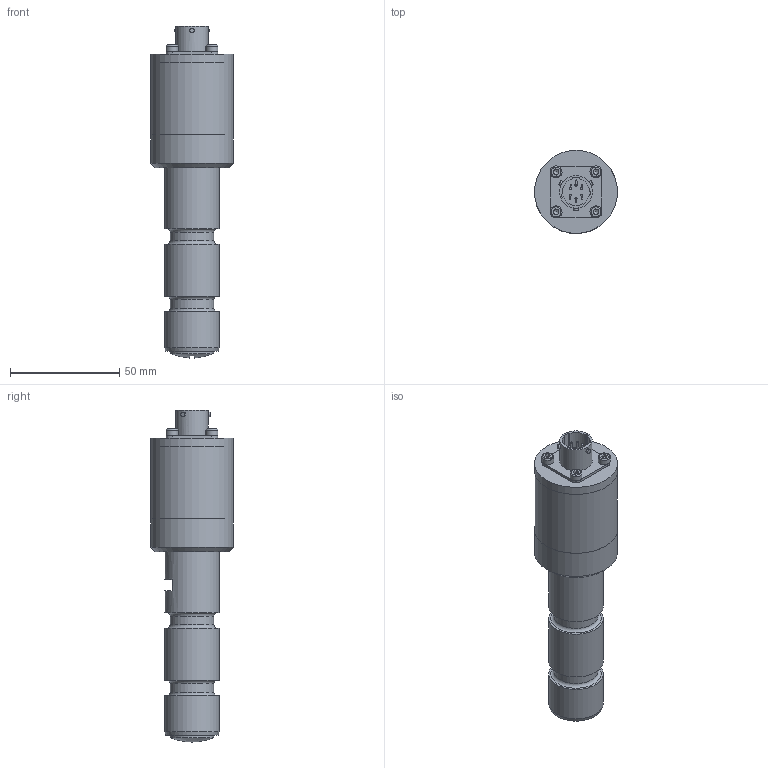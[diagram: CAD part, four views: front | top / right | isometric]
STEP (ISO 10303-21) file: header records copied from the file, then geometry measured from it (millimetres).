
FILE_DESCRIPTION (( 'STEP AP203' ), '1' );
FILE_NAME ('422-212-000-013.STEP', '2014-09-19T14:07:44', ( 'ajoy' ), ( 'Microsoft' ), 'SwSTEP 2.0', 'SolidWorks 2014', '' );
FILE_SCHEMA (( 'CONFIG_CONTROL_DESIGN' ));
Length unit declared in the file: millimetre
Products named in the file (1): 422-212-000-013
Bounding box: 38 x 38 x 152.08 mm (x, y, z)
Surface area: 18450.6 mm2 (no closed solid volume)
Topology: 0 solids, 10 shells, 133 faces, 464 edges, 332 vertices
Faces by surface type: plane 78, cylinder 33, torus 8, cone 7, sphere 7
Full cylindrical faces by diameter (mm): 1 x6, 2 x3, 2.1 x1, 5.5 x4, 15 x1, 20 x3, 25 x3, 38 x3
Entity records: 4918 total; most frequent: CARTESIAN_POINT 1289, DIRECTION 716, ORIENTED_EDGE 597, EDGE_CURVE 385, VERTEX_POINT 305, AXIS2_PLACEMENT_3D 253, EDGE_LOOP 211, LINE 210
